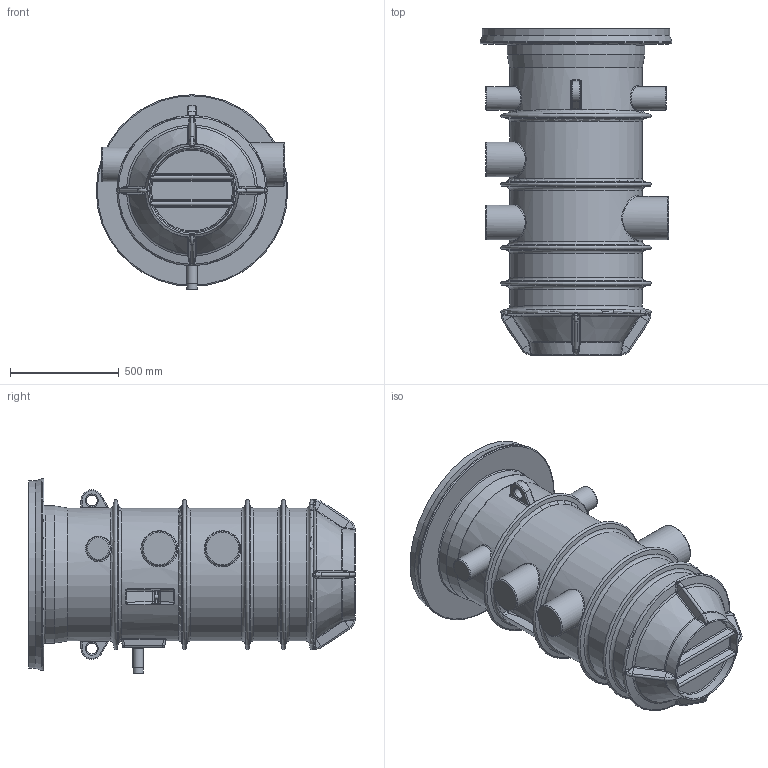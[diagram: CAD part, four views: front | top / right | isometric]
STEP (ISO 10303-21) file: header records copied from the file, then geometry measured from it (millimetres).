
FILE_DESCRIPTION(/* description */ (''),/* implementation_level */ '2;1');
FILE_NAME(/* name */ '2544150c3d001_02.stp',/* time_stamp */ '2023-08-28T10:59:03+02:00',/* author */ (''),/* organization */ ('WILO SE'),/* preprocessor_version */ 'ST-DEVELOPER v16.7',/* originating_system */ 'SIEMENS PLM Software NX 12.0',/* authorisation */ '');
FILE_SCHEMA (('AUTOMOTIVE_DESIGN { 1 0 10303 214 3 1 1 1 }'));
Products named in the file (1): Hild087011143dfy
Bounding box: 880 x 1500 x 893.29 mm (x, y, z)
Volume: 38441114.5 mm3; surface area: 9639550.9 mm2
Topology: 29 solids, 29 shells, 1916 faces, 4561 edges, 2679 vertices
Faces by surface type: plane 595, cylinder 475, bspline 442, cone 177, torus 113, sphere 78, revolution 36
Full cylindrical faces by diameter (mm): 6.2 x2, 8.376 x2, 8.4 x3, 9 x2, 10 x1, 10.5 x4, 20 x1, 22 x1, 24 x2, 26 x1, 30 x4, 30.291 x1, 38 x2, 40 x1, 42.3 x2, 44.845 x1, 47.8 x1, 47.803 x4, 48.3 x3, 50 x2, 55 x1, 56 x1, 57 x1, 59 x1, 62 x1, 66 x2, 74.5 x1, 80 x1, 93 x2, 95 x1
Entity records: 73237 total; most frequent: CARTESIAN_POINT 31897, ORIENTED_EDGE 8450, DIRECTION 8120, EDGE_CURVE 4225, AXIS2_PLACEMENT_3D 3252, VERTEX_POINT 2605, EDGE_LOOP 2214, ADVANCED_FACE 1915
